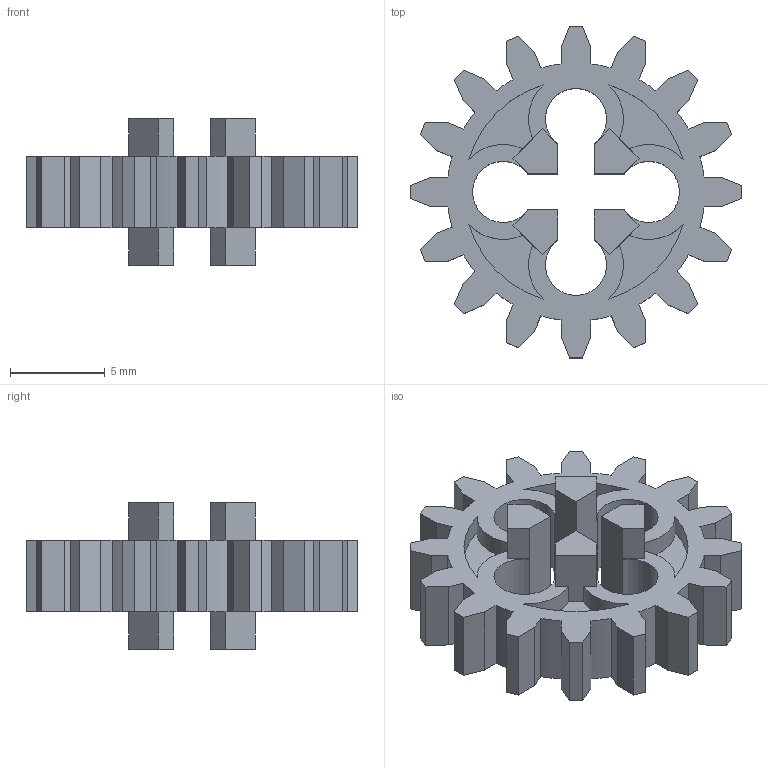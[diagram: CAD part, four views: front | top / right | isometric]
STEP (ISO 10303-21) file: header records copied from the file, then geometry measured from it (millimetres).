
FILE_DESCRIPTION((''),'1');
FILE_NAME('GEAR_16','2000-08-24T',('ujkopena'),(''),'PRO/ENGINEER BY PARAMETRIC TECHNOLOGY CORPORATION, 1999390','PRO/ENGINEER BY PARAMETRIC TECHNOLOGY CORPORATION, 1999390','');
FILE_SCHEMA(('CONFIG_CONTROL_DESIGN'));
Length unit declared in the file: metre
Products named in the file (1): GEAR_16
Bounding box: 17.5 x 17.5 x 7.72 mm (x, y, z)
Volume: 538.2 mm3; surface area: 1028.8 mm2
Topology: 1 solids, 1 shells, 174 faces, 516 edges, 344 vertices
Faces by surface type: plane 130, cylinder 44
Entity records: 5830 total; most frequent: CARTESIAN_POINT 1034, ORIENTED_EDGE 1032, DIRECTION 952, EDGE_CURVE 516, VECTOR 428, LINE 428, VERTEX_POINT 344, AXIS2_PLACEMENT_3D 262
